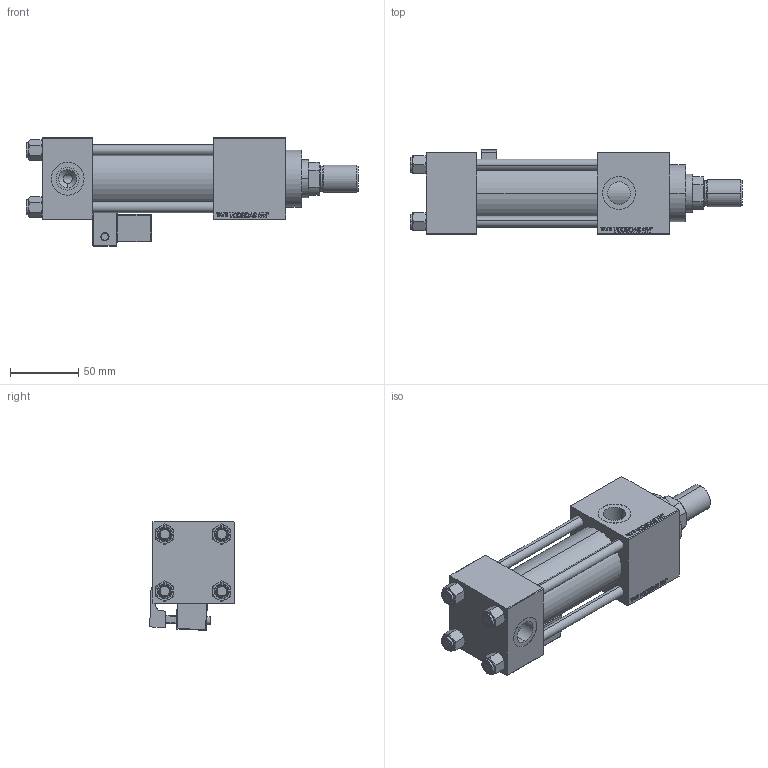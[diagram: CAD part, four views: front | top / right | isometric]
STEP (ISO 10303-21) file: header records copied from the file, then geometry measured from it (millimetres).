
FILE_DESCRIPTION (( 'STEP AP203' ), '1' );
FILE_NAME ('185b.STEP', '2023-08-23T09:28:54', ( '' ), ( '' ), 'SwSTEP 2.0', 'SolidWorks 2019', '' );
FILE_SCHEMA (( 'CONFIG_CONTROL_DESIGN' ));
Length unit declared in the file: millimetre
Products named in the file (8): ROD_END_AH 28d676404f7a5d9a6502fdc612c8c7a5; V215CR_C_Body 28d676404f7a5d9a6502fdc612c8c7a5; V215CR_MSU 28d676404f7a5d9a6502fdc612c8c7a5; V215_VC_A 28d676404f7a5d9a6502fdc612c8c7a5; 185b; NUT_M5_C 28d676404f7a5d9a6502fdc612c8c7a5; V215CR_C_TYCINKA 28d676404f7a5d9a6502fdc612c8c7a5; V215CR_VCP_C 28d676404f7a5d9a6502fdc612c8c7a5
Assembly tree (13 placements, depth 2):
  185b
    V215CR_C_Body 28d676404f7a5d9a6502fdc612c8c7a5
    V215CR_VCP_C 28d676404f7a5d9a6502fdc612c8c7a5
    NUT_M5_C 28d676404f7a5d9a6502fdc612c8c7a5  x4
    V215CR_C_TYCINKA 28d676404f7a5d9a6502fdc612c8c7a5  x4
    V215_VC_A 28d676404f7a5d9a6502fdc612c8c7a5
    ROD_END_AH 28d676404f7a5d9a6502fdc612c8c7a5
    V215CR_MSU 28d676404f7a5d9a6502fdc612c8c7a5
Bounding box: 243 x 61.9 x 79.42 mm (x, y, z)
Volume: 489837.8 mm3; surface area: 133668.3 mm2
Topology: 13 solids, 13 shells, 1240 faces, 3081 edges, 1977 vertices
Faces by surface type: plane 559, bspline 392, cone 140, cylinder 121, torus 16, sphere 12
Entity records: 52853 total; most frequent: CARTESIAN_POINT 27507, ORIENTED_EDGE 5630, DIRECTION 3769, EDGE_CURVE 2815, VERTEX_POINT 1833, LINE 1699, VECTOR 1699, EDGE_LOOP 1254
